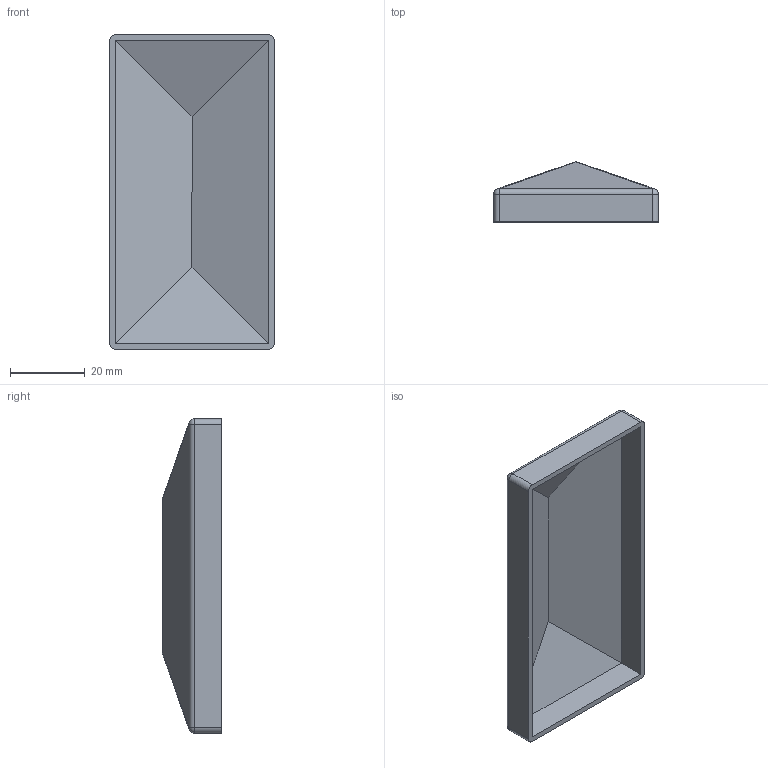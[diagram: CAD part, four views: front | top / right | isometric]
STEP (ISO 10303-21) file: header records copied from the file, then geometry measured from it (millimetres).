
FILE_DESCRIPTION (( 'STEP AP203' ), '1' );
FILE_NAME ('168-40X80.step', '2021-08-10T14:29:11', ( '' ), ( '' ), 'SwSTEP 2.0', 'SolidWorks 2018', '' );
FILE_SCHEMA (( 'CONFIG_CONTROL_DESIGN' ));
Length unit declared in the file: millimetre
Products named in the file (2): 168-40X80
Bounding box: 44 x 16 x 84 mm (x, y, z)
Volume: 8458.5 mm3; surface area: 11666.3 mm2
Topology: 1 solids, 1 shells, 267 faces, 684 edges, 444 vertices
Faces by surface type: plane 137, bspline 109, cylinder 13, sphere 8
Entity records: 14149 total; most frequent: CARTESIAN_POINT 8270, ORIENTED_EDGE 1360, DIRECTION 812, EDGE_CURVE 680, VERTEX_POINT 444, LINE 432, VECTOR 432, EDGE_LOOP 296
